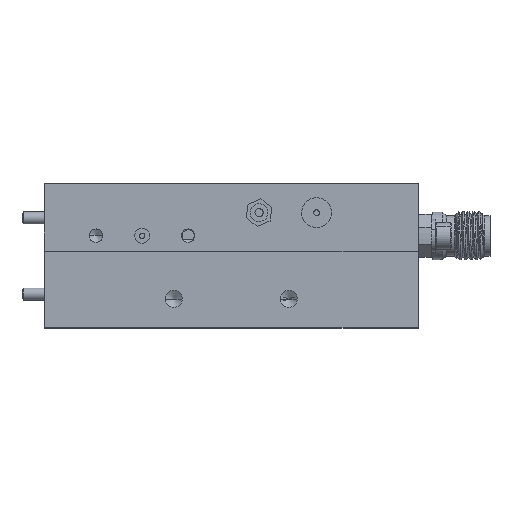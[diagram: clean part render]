
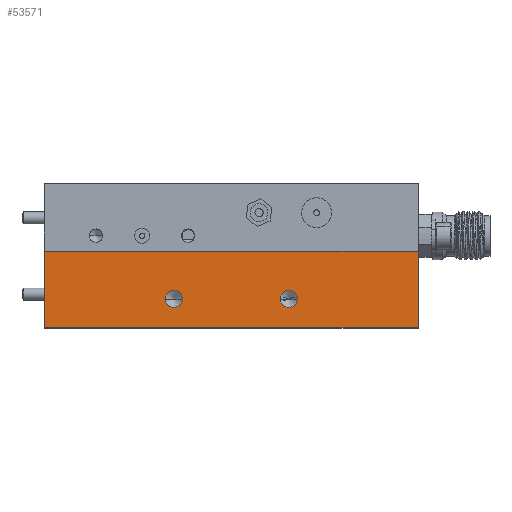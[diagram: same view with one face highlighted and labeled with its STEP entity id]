
A CAD part, top view. The second image highlights one B-rep face of the part: STEP entity #53571.
In plain terms, the highlighted planar face has unit normal (0, 0, 1).
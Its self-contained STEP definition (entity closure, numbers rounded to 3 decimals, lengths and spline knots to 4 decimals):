
#847 = CARTESIAN_POINT ( 'NONE',  ( -1.679, -0.3352, 2.1952 ) ) ;
#1097 = VERTEX_POINT ( 'NONE', #41143 ) ;
#2138 = CARTESIAN_POINT ( 'NONE',  ( -3.629, -0.3352, 2.1952 ) ) ;
#2618 = ORIENTED_EDGE ( 'NONE', *, *, #29579, .F. ) ;
#3013 = AXIS2_PLACEMENT_3D ( 'NONE', #64384, #15209, #46293 ) ;
#3022 = EDGE_LOOP ( 'NONE', ( #36492, #54586 ) ) ;
#4815 = DIRECTION ( 'NONE',  ( 1., 0., 0. ) ) ;
#4926 = DIRECTION ( 'NONE',  ( 1., 0., 0. ) ) ;
#5891 = EDGE_LOOP ( 'NONE', ( #2618, #63870 ) ) ;
#6985 = AXIS2_PLACEMENT_3D ( 'NONE', #27121, #63645, #47953 ) ;
#8279 = LINE ( 'NONE', #2138, #53994 ) ;
#9043 = CARTESIAN_POINT ( 'NONE',  ( -2.954, -0.5852, 2.1952 ) ) ;
#9302 = EDGE_CURVE ( 'NONE', #64436, #29489, #45950, .T. ) ;
#9780 = DIRECTION ( 'NONE',  ( 0., -1., 0. ) ) ;
#9942 = DIRECTION ( 'NONE',  ( 0., 0., 1. ) ) ;
#13358 = AXIS2_PLACEMENT_3D ( 'NONE', #9043, #50642, #4926 ) ;
#13878 = CARTESIAN_POINT ( 'NONE',  ( -1.679, -0.7352, 2.1952 ) ) ;
#15209 = DIRECTION ( 'NONE',  ( 0., 0., 1. ) ) ;
#15961 = CARTESIAN_POINT ( 'NONE',  ( -1.679, -0.3352, 2.1952 ) ) ;
#16278 = DIRECTION ( 'NONE',  ( 0., 0., -1. ) ) ;
#16949 = FACE_BOUND ( 'NONE', #3022, .T. ) ;
#16952 = ORIENTED_EDGE ( 'NONE', *, *, #18288, .F. ) ;
#17132 = VECTOR ( 'NONE', #38438, 39.3701 ) ;
#18268 = EDGE_CURVE ( 'NONE', #31767, #26559, #8279, .T. ) ;
#18288 = EDGE_CURVE ( 'NONE', #31767, #64436, #50875, .T. ) ;
#19088 = AXIS2_PLACEMENT_3D ( 'NONE', #15961, #16278, #53439 ) ;
#20182 = CARTESIAN_POINT ( 'NONE',  ( -1.679, -0.3352, 2.1952 ) ) ;
#21423 = FACE_BOUND ( 'NONE', #5891, .T. ) ;
#24681 = EDGE_CURVE ( 'NONE', #46569, #59717, #58874, .T. ) ;
#25097 = CARTESIAN_POINT ( 'NONE',  ( -3.629, -0.7352, 2.1952 ) ) ;
#25881 = CARTESIAN_POINT ( 'NONE',  ( -2.9095, -0.5852, 2.1952 ) ) ;
#26559 = VERTEX_POINT ( 'NONE', #25097 ) ;
#27121 = CARTESIAN_POINT ( 'NONE',  ( -2.354, -0.5852, 2.1952 ) ) ;
#29222 = LINE ( 'NONE', #13878, #17132 ) ;
#29489 = VERTEX_POINT ( 'NONE', #40485 ) ;
#29579 = EDGE_CURVE ( 'NONE', #40232, #1097, #39686, .T. ) ;
#31767 = VERTEX_POINT ( 'NONE', #61033 ) ;
#31811 = VECTOR ( 'NONE', #9780, 39.3701 ) ;
#34530 = EDGE_CURVE ( 'NONE', #59717, #46569, #54737, .T. ) ;
#34865 = CARTESIAN_POINT ( 'NONE',  ( -2.954, -0.5852, 2.1952 ) ) ;
#35239 = EDGE_LOOP ( 'NONE', ( #43949, #66961, #16952, #39234 ) ) ;
#36492 = ORIENTED_EDGE ( 'NONE', *, *, #24681, .F. ) ;
#37642 = VECTOR ( 'NONE', #4815, 39.3701 ) ;
#38438 = DIRECTION ( 'NONE',  ( 1., 0., 0. ) ) ;
#39234 = ORIENTED_EDGE ( 'NONE', *, *, #18268, .T. ) ;
#39661 = DIRECTION ( 'NONE',  ( 0., -1., 0. ) ) ;
#39686 = CIRCLE ( 'NONE', #6985, 0.0445 ) ;
#40232 = VERTEX_POINT ( 'NONE', #65582 ) ;
#40485 = CARTESIAN_POINT ( 'NONE',  ( -1.679, -0.7352, 2.1952 ) ) ;
#41143 = CARTESIAN_POINT ( 'NONE',  ( -2.3985, -0.5852, 2.1952 ) ) ;
#41928 = EDGE_CURVE ( 'NONE', #26559, #29489, #29222, .T. ) ;
#42020 = EDGE_CURVE ( 'NONE', #1097, #40232, #52053, .T. ) ;
#42177 = CARTESIAN_POINT ( 'NONE',  ( -1.679, -0.3352, 2.1952 ) ) ;
#43949 = ORIENTED_EDGE ( 'NONE', *, *, #41928, .T. ) ;
#44744 = AXIS2_PLACEMENT_3D ( 'NONE', #34865, #9942, #60812 ) ;
#45950 = LINE ( 'NONE', #42177, #31811 ) ;
#46293 = DIRECTION ( 'NONE',  ( 1., 0., 0. ) ) ;
#46569 = VERTEX_POINT ( 'NONE', #25881 ) ;
#47953 = DIRECTION ( 'NONE',  ( 1., 0., 0. ) ) ;
#48350 = FACE_OUTER_BOUND ( 'NONE', #35239, .T. ) ;
#50642 = DIRECTION ( 'NONE',  ( 0., 0., 1. ) ) ;
#50875 = LINE ( 'NONE', #20182, #37642 ) ;
#52053 = CIRCLE ( 'NONE', #3013, 0.0445 ) ;
#53439 = DIRECTION ( 'NONE',  ( -1., 0., 0. ) ) ;
#53571 = ADVANCED_FACE ( 'NONE', ( #16949, #21423, #48350 ), #63050, .F. ) ;
#53994 = VECTOR ( 'NONE', #39661, 39.3701 ) ;
#54586 = ORIENTED_EDGE ( 'NONE', *, *, #34530, .F. ) ;
#54737 = CIRCLE ( 'NONE', #13358, 0.0445 ) ;
#58874 = CIRCLE ( 'NONE', #44744, 0.0445 ) ;
#58932 = CARTESIAN_POINT ( 'NONE',  ( -2.9985, -0.5852, 2.1952 ) ) ;
#59717 = VERTEX_POINT ( 'NONE', #58932 ) ;
#60812 = DIRECTION ( 'NONE',  ( 1., 0., 0. ) ) ;
#61033 = CARTESIAN_POINT ( 'NONE',  ( -3.629, -0.3352, 2.1952 ) ) ;
#63050 = PLANE ( 'NONE',  #19088 ) ;
#63645 = DIRECTION ( 'NONE',  ( 0., 0., 1. ) ) ;
#63870 = ORIENTED_EDGE ( 'NONE', *, *, #42020, .F. ) ;
#64384 = CARTESIAN_POINT ( 'NONE',  ( -2.354, -0.5852, 2.1952 ) ) ;
#64436 = VERTEX_POINT ( 'NONE', #847 ) ;
#65582 = CARTESIAN_POINT ( 'NONE',  ( -2.3095, -0.5852, 2.1952 ) ) ;
#66961 = ORIENTED_EDGE ( 'NONE', *, *, #9302, .F. ) ;
